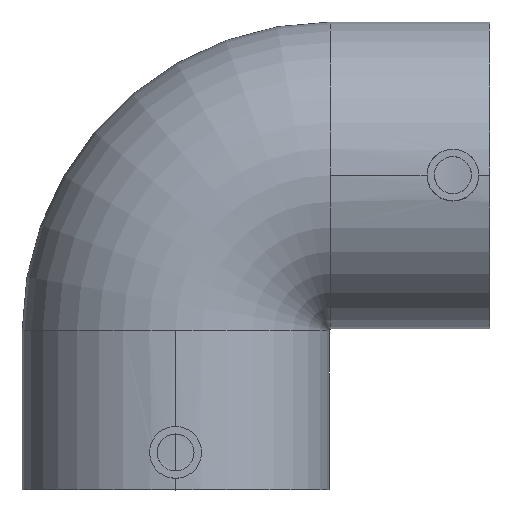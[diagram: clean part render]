
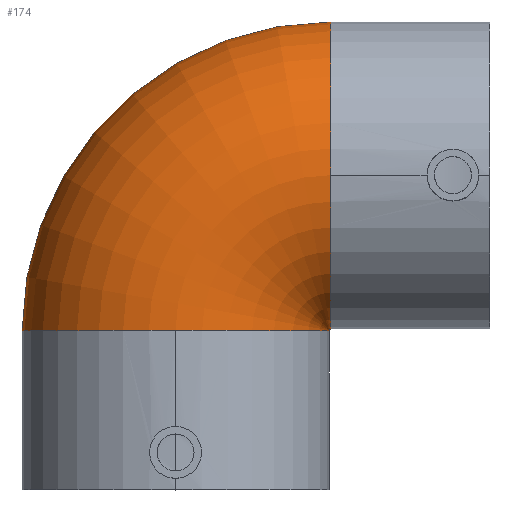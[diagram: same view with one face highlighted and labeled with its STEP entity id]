
A CAD part, top view. The second image highlights one B-rep face of the part: STEP entity #174.
In plain terms, the highlighted toroidal (fillet/blend) face has major radius 42 mm and minor radius 41.5 mm.
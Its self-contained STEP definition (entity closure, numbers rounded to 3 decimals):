
#1 = CARTESIAN_POINT ( 'NONE',  ( 42., 85., 0. ) ) ;
#26 = FACE_OUTER_BOUND ( 'NONE', #137, .T. ) ;
#56 = DIRECTION ( 'NONE',  ( 1., 0., 0. ) ) ;
#62 = DIRECTION ( 'NONE',  ( 0., 0., -1. ) ) ;
#65 = DIRECTION ( 'NONE',  ( 0., 0., 1. ) ) ;
#96 = CIRCLE ( 'NONE', #837, 41.5 ) ;
#137 = EDGE_LOOP ( 'NONE', ( #1206, #839, #206, #296, #447, #1140 ) ) ;
#143 = DIRECTION ( 'NONE',  ( 0., 0., 1. ) ) ;
#153 = CARTESIAN_POINT ( 'NONE',  ( 0., 43., 0. ) ) ;
#173 = AXIS2_PLACEMENT_3D ( 'NONE', #1164, #439, #143 ) ;
#174 = ADVANCED_FACE ( 'NONE', ( #26 ), #1074, .T. ) ;
#206 = ORIENTED_EDGE ( 'NONE', *, *, #785, .T. ) ;
#236 = CIRCLE ( 'NONE', #278, 41.5 ) ;
#275 = CARTESIAN_POINT ( 'NONE',  ( 0., 43., 41.5 ) ) ;
#278 = AXIS2_PLACEMENT_3D ( 'NONE', #1, #1201, #925 ) ;
#296 = ORIENTED_EDGE ( 'NONE', *, *, #1210, .T. ) ;
#306 = EDGE_CURVE ( 'NONE', #743, #511, #1014, .T. ) ;
#350 = CARTESIAN_POINT ( 'NONE',  ( 42., 43.5, 0. ) ) ;
#396 = VERTEX_POINT ( 'NONE', #905 ) ;
#424 = CARTESIAN_POINT ( 'NONE',  ( 42., 43., 0. ) ) ;
#439 = DIRECTION ( 'NONE',  ( 0., 1., 0. ) ) ;
#447 = ORIENTED_EDGE ( 'NONE', *, *, #918, .F. ) ;
#492 = CIRCLE ( 'NONE', #1170, 83.5 ) ;
#511 = VERTEX_POINT ( 'NONE', #275 ) ;
#514 = CARTESIAN_POINT ( 'NONE',  ( -41.5, 43., 0. ) ) ;
#562 = VERTEX_POINT ( 'NONE', #901 ) ;
#568 = AXIS2_PLACEMENT_3D ( 'NONE', #153, #1194, #65 ) ;
#676 = DIRECTION ( 'NONE',  ( 0., 0., -1. ) ) ;
#684 = DIRECTION ( 'NONE',  ( -1., 0., 0. ) ) ;
#743 = VERTEX_POINT ( 'NONE', #514 ) ;
#785 = EDGE_CURVE ( 'NONE', #511, #562, #952, .T. ) ;
#822 = EDGE_CURVE ( 'NONE', #396, #1058, #96, .T. ) ;
#837 = AXIS2_PLACEMENT_3D ( 'NONE', #887, #56, #1159 ) ;
#839 = ORIENTED_EDGE ( 'NONE', *, *, #306, .T. ) ;
#852 = AXIS2_PLACEMENT_3D ( 'NONE', #1157, #1162, #684 ) ;
#865 = EDGE_CURVE ( 'NONE', #743, #396, #492, .T. ) ;
#872 = AXIS2_PLACEMENT_3D ( 'NONE', #1147, #676, #943 ) ;
#887 = CARTESIAN_POINT ( 'NONE',  ( 42., 85., 0. ) ) ;
#901 = CARTESIAN_POINT ( 'NONE',  ( 41.5, 43., 0. ) ) ;
#905 = CARTESIAN_POINT ( 'NONE',  ( 42., 126.5, 0. ) ) ;
#918 = EDGE_CURVE ( 'NONE', #1058, #1022, #236, .T. ) ;
#925 = DIRECTION ( 'NONE',  ( 0., 0., 1. ) ) ;
#943 = DIRECTION ( 'NONE',  ( -1., 0., 0. ) ) ;
#952 = CIRCLE ( 'NONE', #173, 41.5 ) ;
#1014 = CIRCLE ( 'NONE', #568, 41.5 ) ;
#1022 = VERTEX_POINT ( 'NONE', #350 ) ;
#1051 = CIRCLE ( 'NONE', #852, 0.5 ) ;
#1058 = VERTEX_POINT ( 'NONE', #1207 ) ;
#1074 = TOROIDAL_SURFACE ( 'NONE', #872, 42., 41.5 ) ;
#1099 = DIRECTION ( 'NONE',  ( -1., 0., 0. ) ) ;
#1140 = ORIENTED_EDGE ( 'NONE', *, *, #822, .F. ) ;
#1147 = CARTESIAN_POINT ( 'NONE',  ( 42., 43., 0. ) ) ;
#1157 = CARTESIAN_POINT ( 'NONE',  ( 42., 43., 0. ) ) ;
#1159 = DIRECTION ( 'NONE',  ( 0., 0., 1. ) ) ;
#1162 = DIRECTION ( 'NONE',  ( 0., 0., -1. ) ) ;
#1164 = CARTESIAN_POINT ( 'NONE',  ( 0., 43., 0. ) ) ;
#1170 = AXIS2_PLACEMENT_3D ( 'NONE', #424, #62, #1099 ) ;
#1194 = DIRECTION ( 'NONE',  ( 0., 1., 0. ) ) ;
#1201 = DIRECTION ( 'NONE',  ( 1., 0., 0. ) ) ;
#1206 = ORIENTED_EDGE ( 'NONE', *, *, #865, .F. ) ;
#1207 = CARTESIAN_POINT ( 'NONE',  ( 42., 85., 41.5 ) ) ;
#1210 = EDGE_CURVE ( 'NONE', #562, #1022, #1051, .T. ) ;
